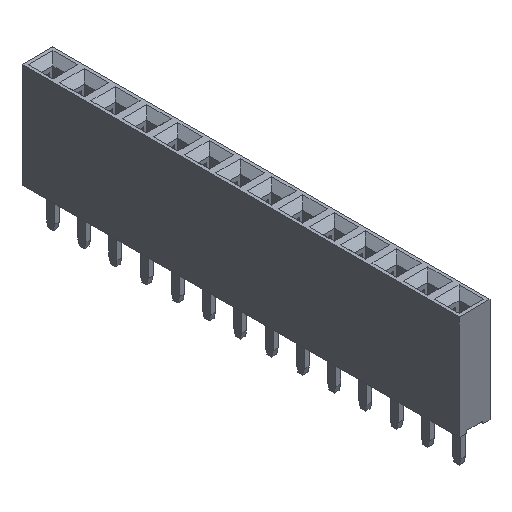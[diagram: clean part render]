
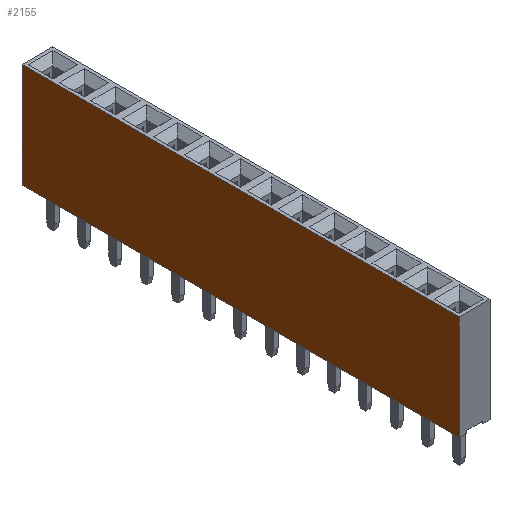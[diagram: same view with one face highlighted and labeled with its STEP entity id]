
A CAD part, isometric view. The second image highlights one B-rep face of the part: STEP entity #2155.
In plain terms, the highlighted planar face has unit normal (-1, 0, 0).
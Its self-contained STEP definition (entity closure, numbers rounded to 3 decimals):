
#893 = VERTEX_POINT('',#894);
#894 = CARTESIAN_POINT('',(-1.25,1.27,0.));
#902 = EDGE_CURVE('',#893,#903,#905,.T.);
#903 = VERTEX_POINT('',#904);
#904 = CARTESIAN_POINT('',(-1.25,1.27,8.5));
#905 = LINE('',#906,#907);
#906 = CARTESIAN_POINT('',(-1.25,1.27,0.));
#907 = VECTOR('',#908,1.);
#908 = DIRECTION('',(0.,0.,1.));
#983 = EDGE_CURVE('',#984,#893,#986,.T.);
#984 = VERTEX_POINT('',#985);
#985 = CARTESIAN_POINT('',(-1.25,-34.29,0.));
#986 = LINE('',#987,#988);
#987 = CARTESIAN_POINT('',(-1.25,-34.29,0.));
#988 = VECTOR('',#989,1.);
#989 = DIRECTION('',(0.,1.,0.));
#1660 = EDGE_CURVE('',#1661,#903,#1663,.T.);
#1661 = VERTEX_POINT('',#1662);
#1662 = CARTESIAN_POINT('',(-1.25,-34.29,8.5));
#1663 = LINE('',#1664,#1665);
#1664 = CARTESIAN_POINT('',(-1.25,-34.29,8.5));
#1665 = VECTOR('',#1666,1.);
#1666 = DIRECTION('',(0.,1.,0.));
#2155 = ADVANCED_FACE('',(#2156),#2167,.T.);
#2156 = FACE_BOUND('',#2157,.T.);
#2157 = EDGE_LOOP('',(#2158,#2164,#2165,#2166));
#2158 = ORIENTED_EDGE('',*,*,#2159,.T.);
#2159 = EDGE_CURVE('',#984,#1661,#2160,.T.);
#2160 = LINE('',#2161,#2162);
#2161 = CARTESIAN_POINT('',(-1.25,-34.29,0.));
#2162 = VECTOR('',#2163,1.);
#2163 = DIRECTION('',(0.,0.,1.));
#2164 = ORIENTED_EDGE('',*,*,#1660,.T.);
#2165 = ORIENTED_EDGE('',*,*,#902,.F.);
#2166 = ORIENTED_EDGE('',*,*,#983,.F.);
#2167 = PLANE('',#2168);
#2168 = AXIS2_PLACEMENT_3D('',#2169,#2170,#2171);
#2169 = CARTESIAN_POINT('',(-1.25,-34.29,0.));
#2170 = DIRECTION('',(-1.,0.,0.));
#2171 = DIRECTION('',(0.,1.,0.));
